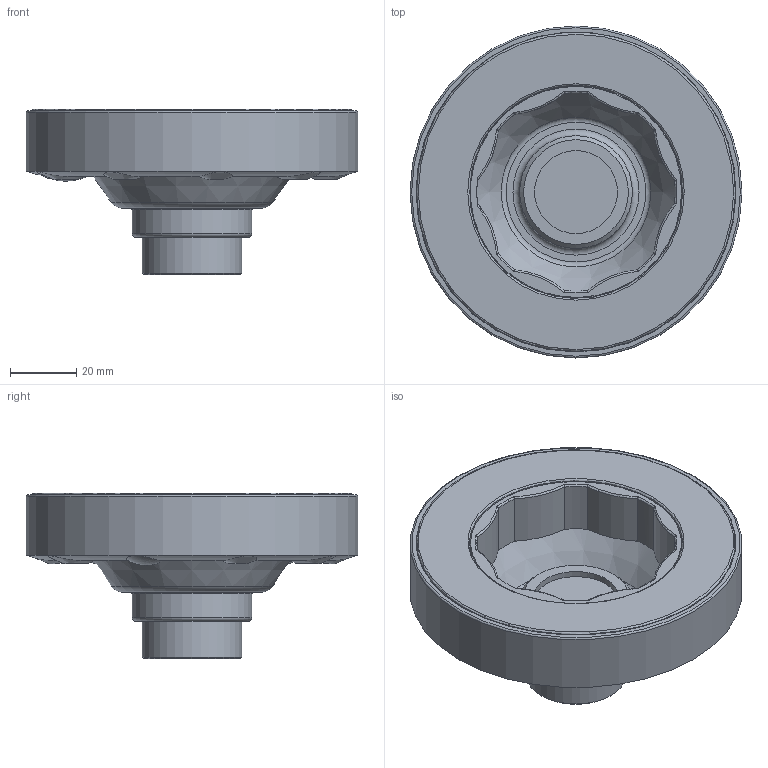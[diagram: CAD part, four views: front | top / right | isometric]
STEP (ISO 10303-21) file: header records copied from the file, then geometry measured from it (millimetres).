
FILE_DESCRIPTION( ( 'Unknown' ), '1' );
FILE_NAME( '6368005_PDA100.stp', 'Unknown', ( 'Unknown' ), ( 'Unknown' ), 'XStep 1.0', 'Unknown', ' ' );
FILE_SCHEMA( ( 'CONFIG_CONTROL_DESIGN' ) );
Length unit declared in the file: millimetre
Products named in the file (1): 1831159
Bounding box: 100 x 100 x 49.97 mm (x, y, z)
Volume: 83127 mm3; surface area: 58597.8 mm2
Topology: 1 solids, 1 shells, 503 faces, 1533 edges, 1002 vertices
Faces by surface type: plane 251, cylinder 148, torus 89, bspline 8, cone 6, revolution 1
Full cylindrical faces by diameter (mm): 3 x7, 4 x1, 25 x1, 30 x1, 32 x1, 34 x1, 36.15 x1, 64.2 x1, 96 x1, 96.4 x1, 100 x1
Entity records: 20005 total; most frequent: CARTESIAN_POINT 6469, ORIENTED_EDGE 2990, DIRECTION 2737, EDGE_CURVE 1495, AXIS2_PLACEMENT_3D 1071, VERTEX_POINT 991, LINE 594, VECTOR 594
